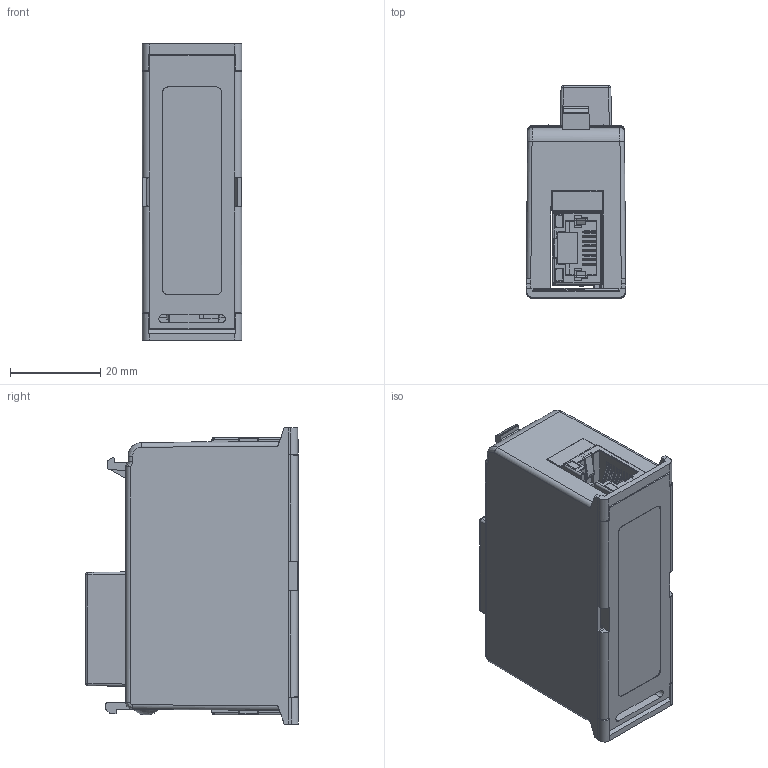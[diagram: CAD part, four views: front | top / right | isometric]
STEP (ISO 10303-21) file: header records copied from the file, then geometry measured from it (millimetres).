
FILE_DESCRIPTION(/* description */ (''),/* implementation_level */ '2;1');
FILE_NAME(/* name */ 'FILE_STP_CAD_DRAWING_3D_EXP1019_prt.stp',/* time_stamp */ '2026-03-16T09:35:36+01:00',/* author */ (''),/* organization */ (''),/* preprocessor_version */ 'ST-DEVELOPER v20',/* originating_system */ 'SIEMENS PLM Software NX2406.8500',/* authorisation */ '');
FILE_SCHEMA (('AUTOMOTIVE_DESIGN { 1 0 10303 214 3 1 1 1 }'));
Length unit declared in the file: millimetre
Products named in the file (1): 3D_EXP1019
Bounding box: 22.02 x 47.1 x 65.5 mm (x, y, z)
Surface area: 24788.8 mm2 (no closed solid volume)
Topology: 0 solids, 91 shells, 893 faces, 4238 edges, 3314 vertices
Faces by surface type: plane 682, cylinder 169, bspline 34, sphere 6, cone 2
Entity records: 44973 total; most frequent: CARTESIAN_POINT 11223, DIRECTION 6393, ORIENTED_EDGE 6077, EDGE_CURVE 4233, LINE 3473, VECTOR 3473, VERTEX_POINT 3337, AXIS2_PLACEMENT_3D 1460
